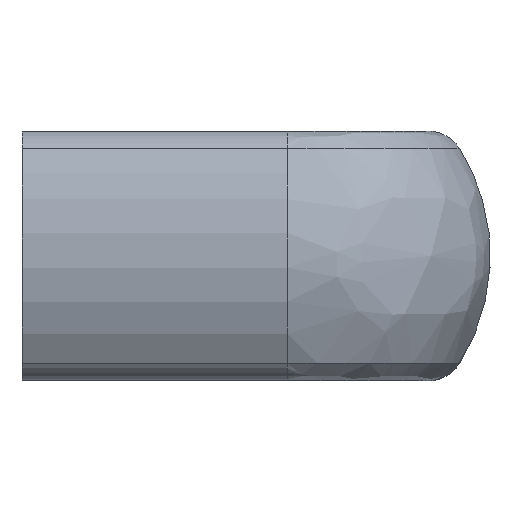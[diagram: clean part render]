
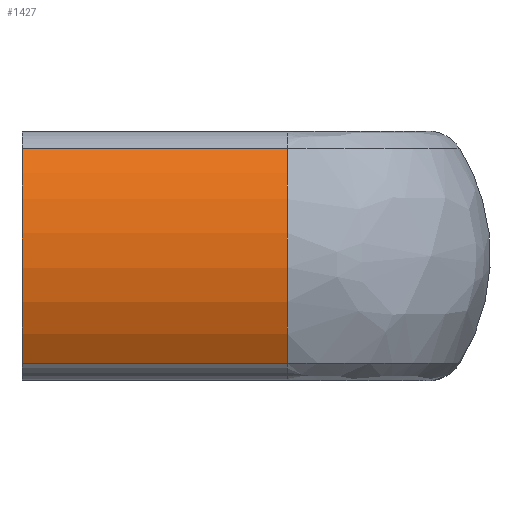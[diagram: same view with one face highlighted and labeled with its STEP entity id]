
A CAD part, left-side view. The second image highlights one B-rep face of the part: STEP entity #1427.
In plain terms, the highlighted free-form (B-spline) face has degree [1, 2] with [2, 3] control points.
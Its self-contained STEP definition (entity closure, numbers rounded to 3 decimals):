
#1059=CARTESIAN_POINT('',(-2.038,-17.0,-6.868));
#1060=VERTEX_POINT('',#1059);
#1191=CARTESIAN_POINT('',(-2.038,-17.0,6.868));
#1192=VERTEX_POINT('',#1191);
#1250=CARTESIAN_POINT('',(-2.038,-17.0,-6.868));
#1251=CARTESIAN_POINT('',(-6.311,-17.,0.));
#1252=CARTESIAN_POINT('',(-2.038,-17.0,6.868));
#1260=(BOUNDED_CURVE()B_SPLINE_CURVE(2,(#1250,#1251,#1252),.UNSPECIFIED.,.F.,.U.)CURVE()GEOMETRIC_REPRESENTATION_ITEM()QUASI_UNIFORM_CURVE()RATIONAL_B_SPLINE_CURVE((1.0,0.849,1.0))REPRESENTATION_ITEM(''));
#1261=EDGE_CURVE('',#1060,#1192,#1260,.T.);
#1283=CARTESIAN_POINT('',(-2.038,0.,-6.868));
#1284=VERTEX_POINT('',#1283);
#1285=CARTESIAN_POINT('',(-2.038,0.,-6.868));
#1286=CARTESIAN_POINT('',(-2.038,-17.0,-6.868));
#1287=QUASI_UNIFORM_CURVE('',1,(#1285,#1286),.UNSPECIFIED.,.F.,.U.);
#1288=EDGE_CURVE('',#1284,#1060,#1287,.T.);
#1369=CARTESIAN_POINT('',(-2.038,0.,6.868));
#1370=VERTEX_POINT('',#1369);
#1386=CARTESIAN_POINT('',(-2.038,0.,6.868));
#1387=CARTESIAN_POINT('',(-2.038,-17.0,6.868));
#1388=QUASI_UNIFORM_CURVE('',1,(#1386,#1387),.UNSPECIFIED.,.F.,.U.);
#1389=EDGE_CURVE('',#1370,#1192,#1388,.T.);
#1395=CARTESIAN_POINT('',(-1.854,0.425,-7.155));
#1396=CARTESIAN_POINT('',(-1.854,-17.436,-7.155));
#1397=CARTESIAN_POINT('',(-6.68,0.425,0.167));
#1398=CARTESIAN_POINT('',(-6.68,-17.436,0.167));
#1399=CARTESIAN_POINT('',(-1.7,0.425,7.384));
#1400=CARTESIAN_POINT('',(-1.7,-17.436,7.384));
#1408=(BOUNDED_SURFACE()B_SPLINE_SURFACE(1,2,((#1395,#1397,#1399),(#1396,#1398,#1400)),.UNSPECIFIED.,.F.,.F.,.U.)B_SPLINE_SURFACE_WITH_KNOTS((2,2),(3,3),(0.0,17.861),(0.0,15.898),.UNSPECIFIED.)GEOMETRIC_REPRESENTATION_ITEM()RATIONAL_B_SPLINE_SURFACE(((1.0,0.829,1.0),(1.0,0.829,1.0)))REPRESENTATION_ITEM('')SURFACE());
#1409=ORIENTED_EDGE('',*,*,#1389,.F.);
#1410=CARTESIAN_POINT('',(-2.038,0.0,-6.868));
#1411=CARTESIAN_POINT('',(-6.311,0.0,0.));
#1412=CARTESIAN_POINT('',(-2.038,0.0,6.868));
#1420=(BOUNDED_CURVE()B_SPLINE_CURVE(2,(#1410,#1411,#1412),.UNSPECIFIED.,.F.,.U.)CURVE()GEOMETRIC_REPRESENTATION_ITEM()QUASI_UNIFORM_CURVE()RATIONAL_B_SPLINE_CURVE((1.0,0.849,1.0))REPRESENTATION_ITEM(''));
#1421=EDGE_CURVE('',#1284,#1370,#1420,.T.);
#1422=ORIENTED_EDGE('',*,*,#1421,.F.);
#1423=ORIENTED_EDGE('',*,*,#1288,.T.);
#1424=ORIENTED_EDGE('',*,*,#1261,.T.);
#1425=EDGE_LOOP('',(#1409,#1422,#1423,#1424));
#1426=FACE_OUTER_BOUND('',#1425,.T.);
#1427=ADVANCED_FACE('',(#1426),#1408,.T.);
